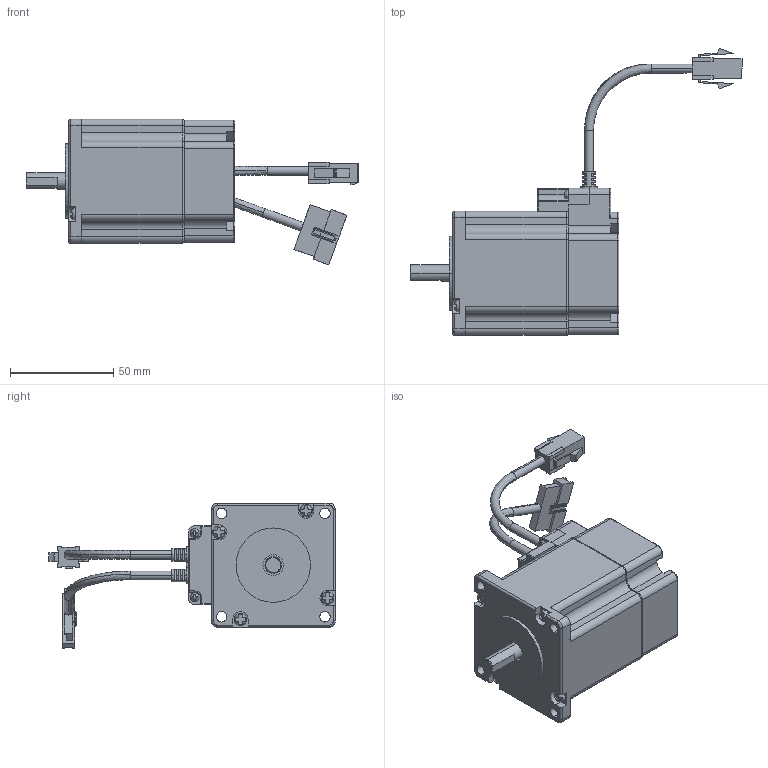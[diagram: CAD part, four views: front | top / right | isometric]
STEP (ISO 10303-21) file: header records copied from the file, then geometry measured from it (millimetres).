
FILE_DESCRIPTION (( 'STEP AP203' ), '1' );
FILE_NAME ('M11-MO-060-02-R00.STEP', '2014-12-21T07:05:04', ( 'Registered User' ), ( 'Microsoft Corporation' ), 'SwSTEP 2.0', 'SolidWorks 2013', '' );
FILE_SCHEMA (( 'CONFIG_CONTROL_DESIGN' ));
Length unit declared in the file: millimetre
Products named in the file (15): M11-EC-060-02-R00; MainM3-screw11-1-1; 60馨檜蝶馨檜綰; MainM3-screw12-1-1; M11-MO-060-02-R00; MainM3-screw8-1-1; MainM3-screw9-1-1; MainM3-screw7-1-1; M11-MO-060-02-R00(EzM-60M-01); MainM3-screw10-1-1; MainPower_Cable_60-1-1; MainEzM-60M-assembly-1; MainEncoder_Cable_60-1-1; M11-EC-060-01-R00; Main60_Encoder_Plate-1-1
Assembly tree (14 placements, depth 4):
  M11-MO-060-02-R00
    M11-MO-060-02-R00(EzM-60M-01)
    60馨檜蝶馨檜綰
      MainEzM-60M-assembly-1
        MainPower_Cable_60-1-1
        MainEncoder_Cable_60-1-1
        Main60_Encoder_Plate-1-1
        MainM3-screw11-1-1
        MainM3-screw12-1-1
        MainM3-screw8-1-1
        MainM3-screw9-1-1
        MainM3-screw7-1-1
        MainM3-screw10-1-1
      M11-EC-060-01-R00
      M11-EC-060-02-R00
Bounding box: 160.6 x 138.61 x 70.49 mm (x, y, z)
Volume: 210094.2 mm3; surface area: 56962.9 mm2
Topology: 12 solids, 12 shells, 921 faces, 2423 edges, 1573 vertices
Faces by surface type: plane 524, cylinder 337, torus 30, bspline 18, cone 8, sphere 4
Entity records: 30748 total; most frequent: CARTESIAN_POINT 5957, DIRECTION 4937, ORIENTED_EDGE 4798, EDGE_CURVE 2399, AXIS2_PLACEMENT_3D 1736, VERTEX_POINT 1573, VECTOR 1465, LINE 1465
